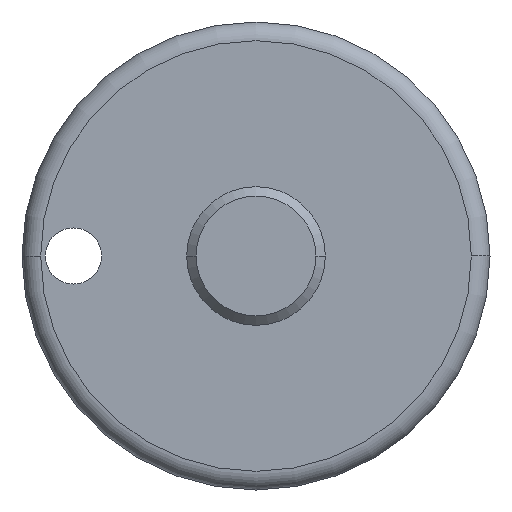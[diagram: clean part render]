
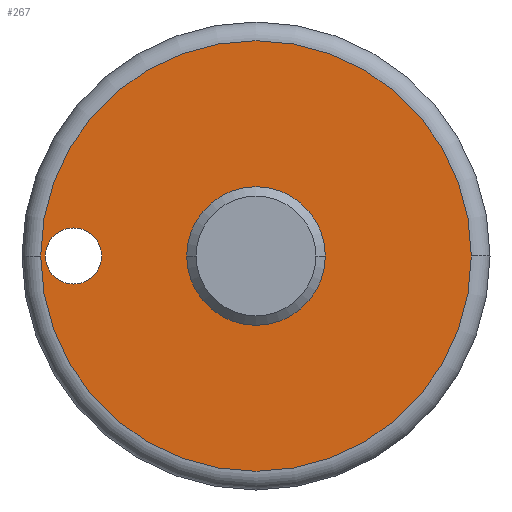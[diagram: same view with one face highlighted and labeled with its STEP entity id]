
A CAD part, left-side view. The second image highlights one B-rep face of the part: STEP entity #267.
In plain terms, the highlighted planar face has unit normal (-1, 0, 0).
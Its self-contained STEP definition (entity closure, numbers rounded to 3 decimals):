
#15 = AXIS2_PLACEMENT_3D ( 'NONE', #661, #652, #373 ) ;
#26 = CARTESIAN_POINT ( 'NONE',  ( -58.681, 4.421, 0. ) ) ;
#27 = FACE_BOUND ( 'NONE', #755, .T. ) ;
#28 = EDGE_CURVE ( 'NONE', #112, #549, #441, .T. ) ;
#39 = FACE_BOUND ( 'NONE', #139, .T. ) ;
#64 = CIRCLE ( 'NONE', #130, 3.7 ) ;
#77 = PLANE ( 'NONE',  #648 ) ;
#88 = CIRCLE ( 'NONE', #856, 11.5 ) ;
#90 = DIRECTION ( 'NONE',  ( 0., 1., 0. ) ) ;
#91 = CARTESIAN_POINT ( 'NONE',  ( -58.681, 0.721, 0. ) ) ;
#112 = VERTEX_POINT ( 'NONE', #570 ) ;
#119 = EDGE_CURVE ( 'NONE', #549, #112, #245, .T. ) ;
#130 = AXIS2_PLACEMENT_3D ( 'NONE', #240, #746, #1052 ) ;
#131 = CARTESIAN_POINT ( 'NONE',  ( -58.681, 12.221, 0. ) ) ;
#139 = EDGE_LOOP ( 'NONE', ( #353, #716 ) ) ;
#160 = ORIENTED_EDGE ( 'NONE', *, *, #751, .T. ) ;
#171 = CARTESIAN_POINT ( 'NONE',  ( -58.681, 10.471, 0. ) ) ;
#186 = DIRECTION ( 'NONE',  ( -1., 0., 0. ) ) ;
#211 = ORIENTED_EDGE ( 'NONE', *, *, #462, .T. ) ;
#214 = EDGE_CURVE ( 'NONE', #933, #646, #64, .T. ) ;
#232 = DIRECTION ( 'NONE',  ( 1., 0., 0. ) ) ;
#240 = CARTESIAN_POINT ( 'NONE',  ( -58.681, 0.721, 0. ) ) ;
#245 = CIRCLE ( 'NONE', #304, 1.5 ) ;
#267 = ADVANCED_FACE ( 'NONE', ( #27, #763, #39 ), #77, .F. ) ;
#285 = EDGE_CURVE ( 'NONE', #646, #933, #408, .T. ) ;
#293 = CARTESIAN_POINT ( 'NONE',  ( -58.681, 0.721, 0. ) ) ;
#301 = CARTESIAN_POINT ( 'NONE',  ( -58.681, 8.971, 0. ) ) ;
#304 = AXIS2_PLACEMENT_3D ( 'NONE', #171, #232, #658 ) ;
#322 = DIRECTION ( 'NONE',  ( 0., 1., 0. ) ) ;
#345 = CIRCLE ( 'NONE', #575, 11.5 ) ;
#353 = ORIENTED_EDGE ( 'NONE', *, *, #285, .F. ) ;
#373 = DIRECTION ( 'NONE',  ( 0., -1., 0. ) ) ;
#408 = CIRCLE ( 'NONE', #15, 3.7 ) ;
#434 = ORIENTED_EDGE ( 'NONE', *, *, #28, .T. ) ;
#441 = CIRCLE ( 'NONE', #780, 1.5 ) ;
#462 = EDGE_CURVE ( 'NONE', #572, #861, #88, .T. ) ;
#475 = EDGE_LOOP ( 'NONE', ( #211, #160 ) ) ;
#549 = VERTEX_POINT ( 'NONE', #301 ) ;
#570 = CARTESIAN_POINT ( 'NONE',  ( -58.681, 11.971, 0. ) ) ;
#572 = VERTEX_POINT ( 'NONE', #131 ) ;
#575 = AXIS2_PLACEMENT_3D ( 'NONE', #293, #854, #322 ) ;
#646 = VERTEX_POINT ( 'NONE', #886 ) ;
#648 = AXIS2_PLACEMENT_3D ( 'NONE', #927, #1057, #90 ) ;
#652 = DIRECTION ( 'NONE',  ( -1., 0., 0. ) ) ;
#658 = DIRECTION ( 'NONE',  ( 0., 1., 0. ) ) ;
#661 = CARTESIAN_POINT ( 'NONE',  ( -58.681, 0.721, 0. ) ) ;
#670 = DIRECTION ( 'NONE',  ( 1., 0., 0. ) ) ;
#716 = ORIENTED_EDGE ( 'NONE', *, *, #214, .F. ) ;
#746 = DIRECTION ( 'NONE',  ( -1., 0., 0. ) ) ;
#751 = EDGE_CURVE ( 'NONE', #861, #572, #345, .T. ) ;
#755 = EDGE_LOOP ( 'NONE', ( #434, #963 ) ) ;
#763 = FACE_OUTER_BOUND ( 'NONE', #475, .T. ) ;
#780 = AXIS2_PLACEMENT_3D ( 'NONE', #1006, #670, #1061 ) ;
#854 = DIRECTION ( 'NONE',  ( -1., 0., 0. ) ) ;
#856 = AXIS2_PLACEMENT_3D ( 'NONE', #91, #186, #1054 ) ;
#861 = VERTEX_POINT ( 'NONE', #960 ) ;
#886 = CARTESIAN_POINT ( 'NONE',  ( -58.681, -2.979, 0. ) ) ;
#927 = CARTESIAN_POINT ( 'NONE',  ( -58.681, 13.221, 0. ) ) ;
#933 = VERTEX_POINT ( 'NONE', #26 ) ;
#960 = CARTESIAN_POINT ( 'NONE',  ( -58.681, -10.779, 0. ) ) ;
#963 = ORIENTED_EDGE ( 'NONE', *, *, #119, .T. ) ;
#1006 = CARTESIAN_POINT ( 'NONE',  ( -58.681, 10.471, 0. ) ) ;
#1052 = DIRECTION ( 'NONE',  ( 0., -1., 0. ) ) ;
#1054 = DIRECTION ( 'NONE',  ( 0., 1., 0. ) ) ;
#1057 = DIRECTION ( 'NONE',  ( 1., 0., 0. ) ) ;
#1061 = DIRECTION ( 'NONE',  ( 0., 1., 0. ) ) ;
